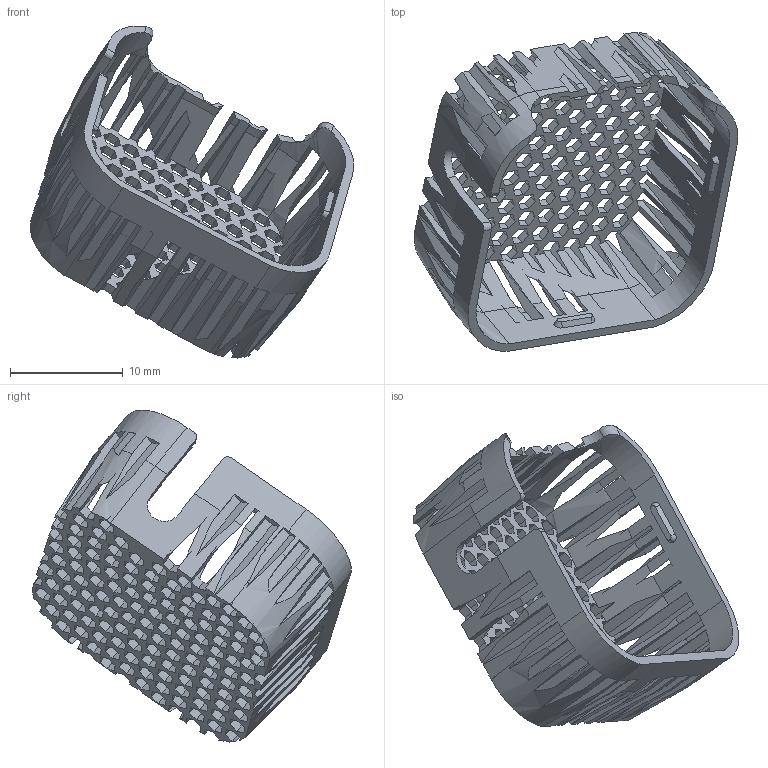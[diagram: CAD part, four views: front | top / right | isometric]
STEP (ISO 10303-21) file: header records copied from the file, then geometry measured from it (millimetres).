
FILE_DESCRIPTION(/* description */ (''),/* implementation_level */ '2;1');
FILE_NAME(/* name */ 'EYE-~C66',/* time_stamp */ '2013-04-09T15:35:46+02:00',/* author */ (''),/* organization */ (''),/* preprocessor_version */ 'ST-DEVELOPER v14',/* originating_system */ '',/* authorisation */ '');
FILE_SCHEMA (('CONFIG_CONTROL_DESIGN'));
Length unit declared in the file: millimetre
Products named in the file (1): Document
Bounding box: 28.71 x 28.28 x 29.45 mm (x, y, z)
Volume: 662.1 mm3; surface area: 2976.2 mm2
Topology: 1 solids, 1 shells, 1071 faces, 3385 edges, 2254 vertices
Faces by surface type: plane 1029, bspline 42
Entity records: 33509 total; most frequent: CARTESIAN_POINT 10985, ORIENTED_EDGE 6770, EDGE_CURVE 3385, B_SPLINE_CURVE_WITH_KNOTS 3275, VERTEX_POINT 2254, EDGE_LOOP 1295, ADVANCED_FACE 1071, FACE_OUTER_BOUND 1071
